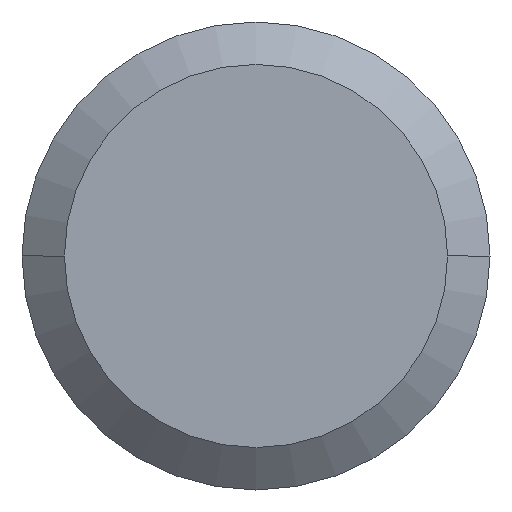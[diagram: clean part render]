
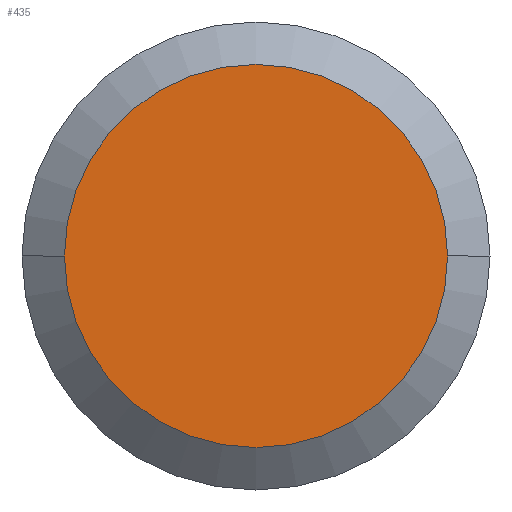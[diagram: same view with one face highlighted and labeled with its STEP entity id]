
A CAD part, front view. The second image highlights one B-rep face of the part: STEP entity #435.
In plain terms, the highlighted planar face has unit normal (0, -1, 0).
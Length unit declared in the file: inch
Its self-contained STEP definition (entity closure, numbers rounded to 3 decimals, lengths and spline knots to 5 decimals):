
#24 = EDGE_LOOP ( 'NONE', ( #1611, #270 ) ) ;
#96 = CIRCLE ( 'NONE', #1337, 0.22561 ) ;
#114 = CARTESIAN_POINT ( 'NONE',  ( -0.22561, 0., 0. ) ) ;
#137 = VERTEX_POINT ( 'NONE', #857 ) ;
#186 = EDGE_CURVE ( 'NONE', #1355, #137, #96, .T. ) ;
#270 = ORIENTED_EDGE ( 'NONE', *, *, #1418, .T. ) ;
#292 = CARTESIAN_POINT ( 'NONE',  ( 0., 0., 0. ) ) ;
#416 = FACE_OUTER_BOUND ( 'NONE', #24, .T. ) ;
#427 = DIRECTION ( 'NONE',  ( 1., 0., 0. ) ) ;
#435 = ADVANCED_FACE ( 'NONE', ( #416 ), #934, .F. ) ;
#470 = CIRCLE ( 'NONE', #935, 0.22561 ) ;
#689 = DIRECTION ( 'NONE',  ( -1., 0., 0. ) ) ;
#815 = CARTESIAN_POINT ( 'NONE',  ( 0., 0., 0. ) ) ;
#857 = CARTESIAN_POINT ( 'NONE',  ( 0.22561, 0., 0. ) ) ;
#934 = PLANE ( 'NONE',  #1470 ) ;
#935 = AXIS2_PLACEMENT_3D ( 'NONE', #815, #1449, #427 ) ;
#1081 = DIRECTION ( 'NONE',  ( 0., 1., 0. ) ) ;
#1337 = AXIS2_PLACEMENT_3D ( 'NONE', #1384, #1652, #1511 ) ;
#1355 = VERTEX_POINT ( 'NONE', #114 ) ;
#1384 = CARTESIAN_POINT ( 'NONE',  ( 0., 0., 0. ) ) ;
#1418 = EDGE_CURVE ( 'NONE', #137, #1355, #470, .T. ) ;
#1449 = DIRECTION ( 'NONE',  ( 0., -1., 0. ) ) ;
#1470 = AXIS2_PLACEMENT_3D ( 'NONE', #292, #1081, #689 ) ;
#1511 = DIRECTION ( 'NONE',  ( 1., 0., 0. ) ) ;
#1611 = ORIENTED_EDGE ( 'NONE', *, *, #186, .T. ) ;
#1652 = DIRECTION ( 'NONE',  ( 0., -1., 0. ) ) ;
